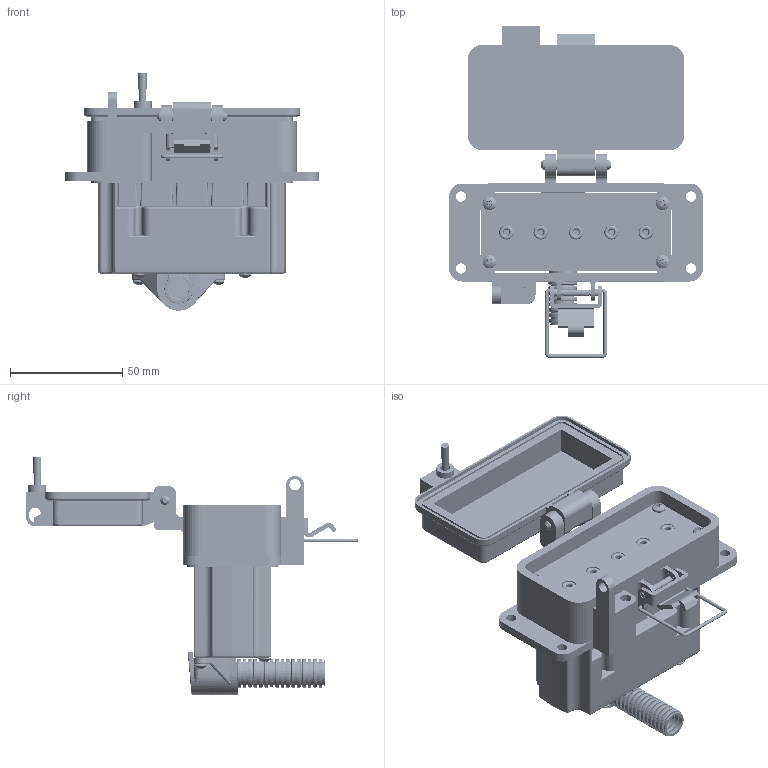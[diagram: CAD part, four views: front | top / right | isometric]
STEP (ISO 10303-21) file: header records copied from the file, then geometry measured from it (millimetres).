
FILE_DESCRIPTION (( 'STEP AP214' ), '1' );
FILE_NAME ('R-5MT_3D.STEP', '2020-08-25T13:50:00', ( '' ), ( '' ), 'SwSTEP 2.0', 'SolidWorks 2019', '' );
FILE_SCHEMA (( 'AUTOMOTIVE_DESIGN' ));
Length unit declared in the file: millimetre
Products named in the file (15): L2 Wire; F5MT_Cover_Con-A_Rev-C; #4Plastite-1_2_Pan_90380A110_90380A110; F5MT_ForDistribution; F5MT_ConduitConnect_Con-A_Rev-C; G Wire; PolyCon10x2; F5MT_Faceplate_Con-A_Rev-C; R-5MT_3D; Z-H-F3_B_Con-A_Rev-C; L3 Wire; M3PH_18M3; L1 Wire; N Wire; F5MT_Shell_Con-A_Rev-C
Assembly tree (21 placements, depth 3):
  R-5MT_3D
    F5MT_ForDistribution
      F5MT_Shell_Con-A_Rev-C
      F5MT_Cover_Con-A_Rev-C
      F5MT_ConduitConnect_Con-A_Rev-C
      F5MT_Faceplate_Con-A_Rev-C
      Z-H-F3_B_Con-A_Rev-C
      M3PH_18M3  x4
      #4Plastite-1_2_Pan_90380A110_90380A110  x5
      PolyCon10x2
      L1 Wire
      L2 Wire
      L3 Wire
      N Wire
      G Wire
Bounding box: 113 x 147.61 x 105.55 mm (x, y, z)
Volume: 132912.9 mm3; surface area: 123967.9 mm2
Topology: 30 solids, 30 shells, 4361 faces, 11278 edges, 7101 vertices
Faces by surface type: cylinder 2268, plane 1177, sphere 273, cone 245, torus 224, bspline 174
Entity records: 123082 total; most frequent: CARTESIAN_POINT 40773, ORIENTED_EDGE 16206, DIRECTION 15031, EDGE_CURVE 8103, AXIS2_PLACEMENT_3D 5587, VERTEX_POINT 5000, LINE 3857, VECTOR 3857
